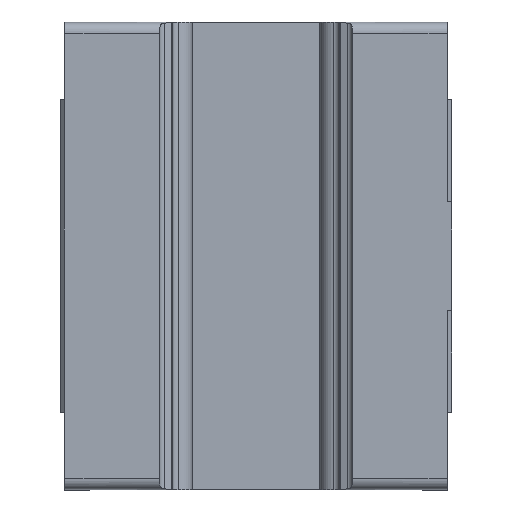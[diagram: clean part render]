
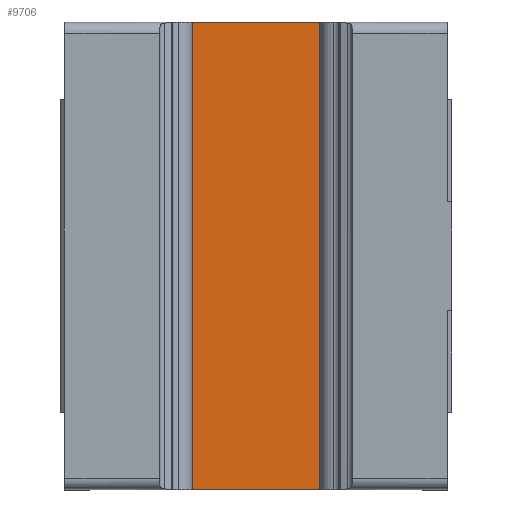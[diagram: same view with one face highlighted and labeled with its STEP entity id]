
A CAD part, front view. The second image highlights one B-rep face of the part: STEP entity #9706.
In plain terms, the highlighted planar face has unit normal (0, -1, 0).
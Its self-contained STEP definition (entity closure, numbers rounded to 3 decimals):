
#853 = DIRECTION ( 'NONE',  ( 1., 0., 0. ) ) ;
#854 = CARTESIAN_POINT ( 'NONE',  ( -23.5, 5.8, 47.85 ) ) ;
#1390 = EDGE_CURVE ( 'NONE', #2484, #2491, #14682, .T. ) ;
#1511 = EDGE_CURVE ( 'NONE', #2353, #2413, #6088, .T. ) ;
#1771 = EDGE_CURVE ( 'NONE', #2413, #2491, #11450, .T. ) ;
#1772 = EDGE_CURVE ( 'NONE', #2353, #2484, #11452, .T. ) ;
#2353 = VERTEX_POINT ( 'NONE', #11997 ) ;
#2413 = VERTEX_POINT ( 'NONE', #11918 ) ;
#2484 = VERTEX_POINT ( 'NONE', #11841 ) ;
#2491 = VERTEX_POINT ( 'NONE', #11833 ) ;
#5413 = CARTESIAN_POINT ( 'NONE',  ( -8.78, 5.8, 47.9 ) ) ;
#5552 = PLANE ( 'NONE',  #10465 ) ;
#5554 = DIRECTION ( 'NONE',  ( 0., 1., 0. ) ) ;
#5555 = DIRECTION ( 'NONE',  ( 0., 0., 1. ) ) ;
#6047 = VECTOR ( 'NONE', #853, 1000. ) ;
#6088 = LINE ( 'NONE', #854, #6047 ) ;
#7791 = DIRECTION ( 'NONE',  ( 1., 0., 0. ) ) ;
#7794 = CARTESIAN_POINT ( 'NONE',  ( -8.78, 5.8, -9.45 ) ) ;
#9706 = ADVANCED_FACE ( 'NONE', ( #14283 ), #5552, .F. ) ;
#10465 = AXIS2_PLACEMENT_3D ( 'NONE', #5413, #5554, #5555 ) ;
#11098 = ORIENTED_EDGE ( 'NONE', *, *, #1772, .T. ) ;
#11099 = ORIENTED_EDGE ( 'NONE', *, *, #1390, .T. ) ;
#11100 = ORIENTED_EDGE ( 'NONE', *, *, #1771, .F. ) ;
#11101 = ORIENTED_EDGE ( 'NONE', *, *, #1511, .F. ) ;
#11450 = LINE ( 'NONE', #12232, #11451 ) ;
#11451 = VECTOR ( 'NONE', #12231, 1000. ) ;
#11452 = LINE ( 'NONE', #12211, #11453 ) ;
#11453 = VECTOR ( 'NONE', #12185, 1000. ) ;
#11833 = CARTESIAN_POINT ( 'NONE',  ( 8.78, 5.8, -9.45 ) ) ;
#11841 = CARTESIAN_POINT ( 'NONE',  ( -8.78, 5.8, -9.45 ) ) ;
#11918 = CARTESIAN_POINT ( 'NONE',  ( 8.78, 5.8, 47.85 ) ) ;
#11997 = CARTESIAN_POINT ( 'NONE',  ( -8.78, 5.8, 47.85 ) ) ;
#12185 = DIRECTION ( 'NONE',  ( 0., 0., -1. ) ) ;
#12211 = CARTESIAN_POINT ( 'NONE',  ( -8.78, 5.8, 47.9 ) ) ;
#12231 = DIRECTION ( 'NONE',  ( 0., 0., -1. ) ) ;
#12232 = CARTESIAN_POINT ( 'NONE',  ( 8.78, 5.8, 47.9 ) ) ;
#14283 = FACE_OUTER_BOUND ( 'NONE', #16274, .T. ) ;
#14670 = VECTOR ( 'NONE', #7791, 1000. ) ;
#14682 = LINE ( 'NONE', #7794, #14670 ) ;
#16274 = EDGE_LOOP ( 'NONE', ( #11098, #11099, #11100, #11101 ) ) ;
